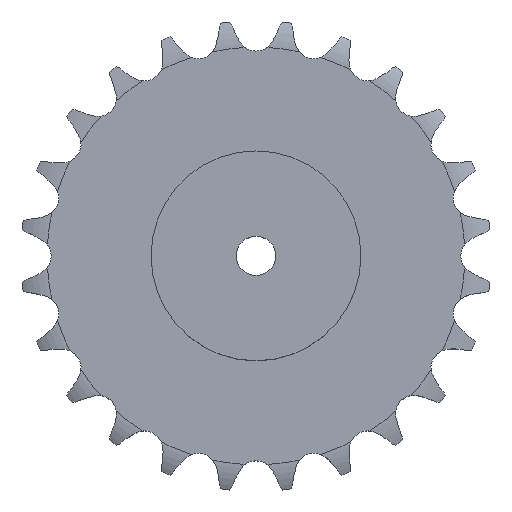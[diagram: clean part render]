
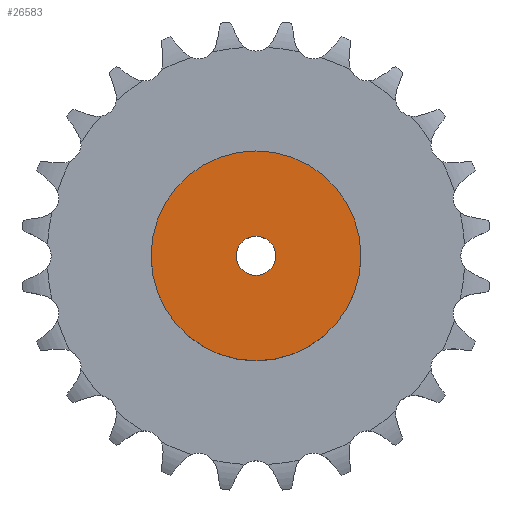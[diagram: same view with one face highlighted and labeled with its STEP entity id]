
A CAD part, top view. The second image highlights one B-rep face of the part: STEP entity #26583.
In plain terms, the highlighted planar face has unit normal (0, 0, 1).
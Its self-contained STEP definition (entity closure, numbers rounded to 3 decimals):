
#3309 = CYLINDRICAL_SURFACE('',#3310,80.);
#3310 = AXIS2_PLACEMENT_3D('',#3311,#3312,#3313);
#3311 = CARTESIAN_POINT('',(0.,0.,0.));
#3312 = DIRECTION('',(-0.,-0.,-1.));
#3313 = DIRECTION('',(1.,0.,0.));
#16934 = VERTEX_POINT('',#16935);
#16935 = CARTESIAN_POINT('',(80.,0.,75.));
#16956 = EDGE_CURVE('',#16934,#16934,#16957,.T.);
#16957 = SURFACE_CURVE('',#16958,(#16963,#16970),.PCURVE_S1.);
#16958 = CIRCLE('',#16959,80.);
#16959 = AXIS2_PLACEMENT_3D('',#16960,#16961,#16962);
#16960 = CARTESIAN_POINT('',(0.,0.,75.));
#16961 = DIRECTION('',(0.,0.,1.));
#16962 = DIRECTION('',(1.,0.,0.));
#16963 = PCURVE('',#3309,#16964);
#16964 = DEFINITIONAL_REPRESENTATION('',(#16965),#16969);
#16965 = LINE('',#16966,#16967);
#16966 = CARTESIAN_POINT('',(-0.,-75.));
#16967 = VECTOR('',#16968,1.);
#16968 = DIRECTION('',(-1.,0.));
#16969 = ( GEOMETRIC_REPRESENTATION_CONTEXT(2) 
PARAMETRIC_REPRESENTATION_CONTEXT() REPRESENTATION_CONTEXT('2D SPACE',''
  ) );
#16970 = PCURVE('',#16971,#16976);
#16971 = PLANE('',#16972);
#16972 = AXIS2_PLACEMENT_3D('',#16973,#16974,#16975);
#16973 = CARTESIAN_POINT('',(0.,0.,75.)
  );
#16974 = DIRECTION('',(0.,0.,1.));
#16975 = DIRECTION('',(1.,0.,0.));
#16976 = DEFINITIONAL_REPRESENTATION('',(#16977),#16981);
#16977 = CIRCLE('',#16978,80.);
#16978 = AXIS2_PLACEMENT_2D('',#16979,#16980);
#16979 = CARTESIAN_POINT('',(0.,0.));
#16980 = DIRECTION('',(1.,0.));
#16981 = ( GEOMETRIC_REPRESENTATION_CONTEXT(2) 
PARAMETRIC_REPRESENTATION_CONTEXT() REPRESENTATION_CONTEXT('2D SPACE',''
  ) );
#22685 = CYLINDRICAL_SURFACE('',#22686,15.);
#22686 = AXIS2_PLACEMENT_3D('',#22687,#22688,#22689);
#22687 = CARTESIAN_POINT('',(0.,0.,550.01));
#22688 = DIRECTION('',(0.,0.,1.));
#22689 = DIRECTION('',(1.,0.,0.));
#26583 = ADVANCED_FACE('',(#26584,#26587),#16971,.T.);
#26584 = FACE_BOUND('',#26585,.T.);
#26585 = EDGE_LOOP('',(#26586));
#26586 = ORIENTED_EDGE('',*,*,#16956,.T.);
#26587 = FACE_BOUND('',#26588,.T.);
#26588 = EDGE_LOOP('',(#26589));
#26589 = ORIENTED_EDGE('',*,*,#26590,.F.);
#26590 = EDGE_CURVE('',#26591,#26591,#26593,.T.);
#26591 = VERTEX_POINT('',#26592);
#26592 = CARTESIAN_POINT('',(15.,0.,75.));
#26593 = SURFACE_CURVE('',#26594,(#26599,#26606),.PCURVE_S1.);
#26594 = CIRCLE('',#26595,15.);
#26595 = AXIS2_PLACEMENT_3D('',#26596,#26597,#26598);
#26596 = CARTESIAN_POINT('',(0.,0.,75.));
#26597 = DIRECTION('',(0.,0.,1.));
#26598 = DIRECTION('',(1.,0.,0.));
#26599 = PCURVE('',#16971,#26600);
#26600 = DEFINITIONAL_REPRESENTATION('',(#26601),#26605);
#26601 = CIRCLE('',#26602,15.);
#26602 = AXIS2_PLACEMENT_2D('',#26603,#26604);
#26603 = CARTESIAN_POINT('',(0.,0.));
#26604 = DIRECTION('',(1.,0.));
#26605 = ( GEOMETRIC_REPRESENTATION_CONTEXT(2) 
PARAMETRIC_REPRESENTATION_CONTEXT() REPRESENTATION_CONTEXT('2D SPACE',''
  ) );
#26606 = PCURVE('',#22685,#26607);
#26607 = DEFINITIONAL_REPRESENTATION('',(#26608),#26612);
#26608 = LINE('',#26609,#26610);
#26609 = CARTESIAN_POINT('',(0.,-475.01));
#26610 = VECTOR('',#26611,1.);
#26611 = DIRECTION('',(1.,0.));
#26612 = ( GEOMETRIC_REPRESENTATION_CONTEXT(2) 
PARAMETRIC_REPRESENTATION_CONTEXT() REPRESENTATION_CONTEXT('2D SPACE',''
  ) );
